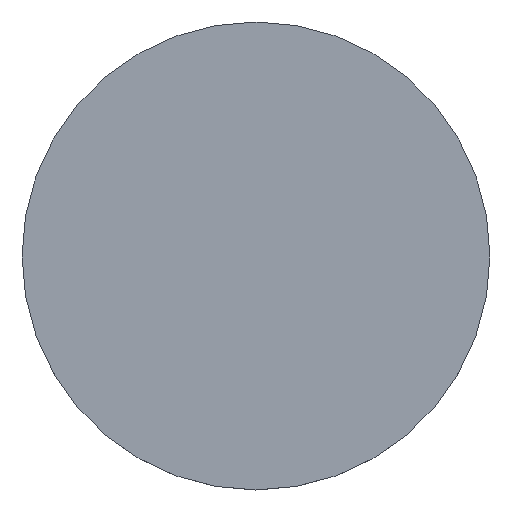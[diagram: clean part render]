
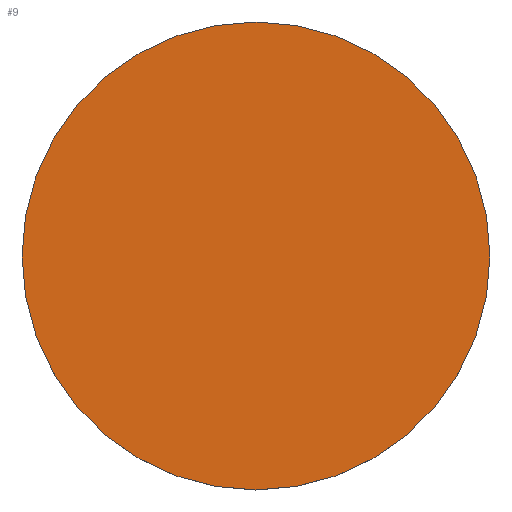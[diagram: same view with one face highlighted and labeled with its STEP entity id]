
A CAD part, top view. The second image highlights one B-rep face of the part: STEP entity #9.
In plain terms, the highlighted planar face has unit normal (0, 0, 1).
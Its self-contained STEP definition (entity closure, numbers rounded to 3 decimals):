
#1 = DIRECTION ( 'NONE',  ( 1., 0., 0. ) ) ;
#9 = ADVANCED_FACE ( 'NONE', ( #120 ), #62, .T. ) ;
#12 = DIRECTION ( 'NONE',  ( 0., 0., 1. ) ) ;
#23 = CARTESIAN_POINT ( 'NONE',  ( 0., 0., 6.1 ) ) ;
#25 = AXIS2_PLACEMENT_3D ( 'NONE', #47, #214, #175 ) ;
#29 = VERTEX_POINT ( 'NONE', #207 ) ;
#33 = VERTEX_POINT ( 'NONE', #118 ) ;
#35 = DIRECTION ( 'NONE',  ( 0., 0., -1. ) ) ;
#44 = AXIS2_PLACEMENT_3D ( 'NONE', #65, #12, #157 ) ;
#47 = CARTESIAN_POINT ( 'NONE',  ( 0., 0., 6.1 ) ) ;
#62 = PLANE ( 'NONE',  #44 ) ;
#65 = CARTESIAN_POINT ( 'NONE',  ( 0., 52.02, 6.1 ) ) ;
#67 = ORIENTED_EDGE ( 'NONE', *, *, #208, .F. ) ;
#69 = CIRCLE ( 'NONE', #198, 25.4 ) ;
#82 = EDGE_CURVE ( 'NONE', #33, #29, #194, .T. ) ;
#118 = CARTESIAN_POINT ( 'NONE',  ( -25.4, 0., 6.1 ) ) ;
#120 = FACE_OUTER_BOUND ( 'NONE', #217, .T. ) ;
#142 = ORIENTED_EDGE ( 'NONE', *, *, #82, .F. ) ;
#157 = DIRECTION ( 'NONE',  ( 1., 0., 0. ) ) ;
#175 = DIRECTION ( 'NONE',  ( 1., 0., 0. ) ) ;
#194 = CIRCLE ( 'NONE', #25, 25.4 ) ;
#198 = AXIS2_PLACEMENT_3D ( 'NONE', #23, #35, #1 ) ;
#207 = CARTESIAN_POINT ( 'NONE',  ( 25.4, 0., 6.1 ) ) ;
#208 = EDGE_CURVE ( 'NONE', #29, #33, #69, .T. ) ;
#214 = DIRECTION ( 'NONE',  ( 0., 0., -1. ) ) ;
#217 = EDGE_LOOP ( 'NONE', ( #67, #142 ) ) ;
